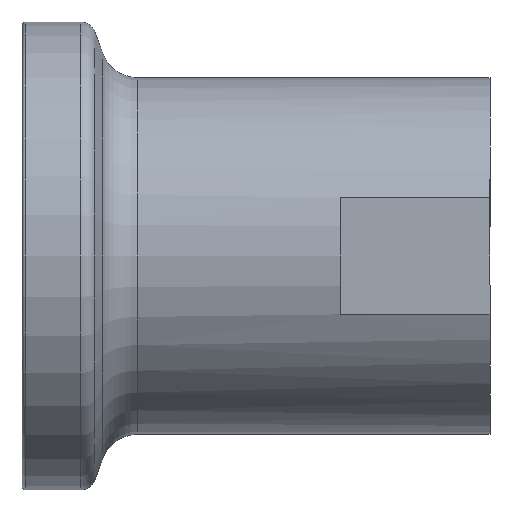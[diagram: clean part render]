
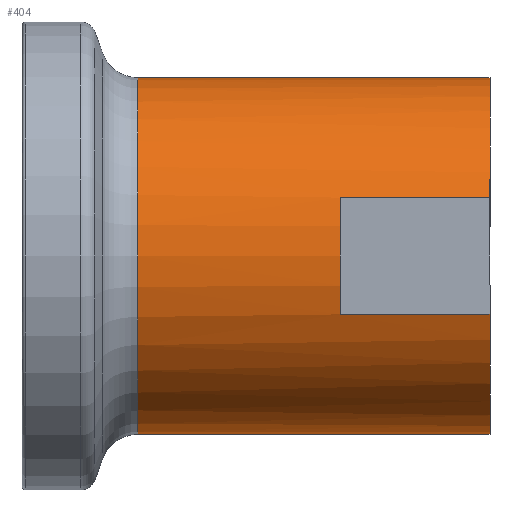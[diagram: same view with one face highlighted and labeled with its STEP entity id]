
A CAD part, front view. The second image highlights one B-rep face of the part: STEP entity #404.
In plain terms, the highlighted cylindrical face has radius 9.525 mm (diameter 19.05 mm), a partial arc.
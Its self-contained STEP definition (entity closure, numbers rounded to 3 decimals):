
#16 = CARTESIAN_POINT ( 'NONE',  ( 0., -9., -3.119 ) ) ;
#27 = VERTEX_POINT ( 'NONE', #144 ) ;
#87 = DIRECTION ( 'NONE',  ( 0., 0., 1. ) ) ;
#121 = EDGE_CURVE ( 'NONE', #538, #162, #1141, .T. ) ;
#126 = EDGE_CURVE ( 'NONE', #162, #130, #285, .T. ) ;
#130 = VERTEX_POINT ( 'NONE', #502 ) ;
#144 = CARTESIAN_POINT ( 'NONE',  ( 25., 0., -9.525 ) ) ;
#152 = DIRECTION ( 'NONE',  ( -1., 0., 0. ) ) ;
#162 = VERTEX_POINT ( 'NONE', #235 ) ;
#177 = VERTEX_POINT ( 'NONE', #900 ) ;
#212 = DIRECTION ( 'NONE',  ( 0., 0., 1. ) ) ;
#233 = CARTESIAN_POINT ( 'NONE',  ( 0., 0., -9.525 ) ) ;
#235 = CARTESIAN_POINT ( 'NONE',  ( 25., -9., 3.119 ) ) ;
#237 = ORIENTED_EDGE ( 'NONE', *, *, #870, .F. ) ;
#241 = CARTESIAN_POINT ( 'NONE',  ( 0., -9., 3.119 ) ) ;
#244 = CARTESIAN_POINT ( 'NONE',  ( 25., -9., -3.119 ) ) ;
#266 = CIRCLE ( 'NONE', #961, 9.525 ) ;
#285 = CIRCLE ( 'NONE', #441, 9.525 ) ;
#293 = EDGE_CURVE ( 'NONE', #130, #1052, #401, .T. ) ;
#333 = EDGE_CURVE ( 'NONE', #855, #953, #654, .T. ) ;
#349 = DIRECTION ( 'NONE',  ( 1., 0., 0. ) ) ;
#373 = ORIENTED_EDGE ( 'NONE', *, *, #126, .T. ) ;
#386 = CYLINDRICAL_SURFACE ( 'NONE', #1017, 9.525 ) ;
#390 = DIRECTION ( 'NONE',  ( -1., 0., 0. ) ) ;
#395 = DIRECTION ( 'NONE',  ( -1., 0., 0. ) ) ;
#400 = ORIENTED_EDGE ( 'NONE', *, *, #408, .F. ) ;
#401 = LINE ( 'NONE', #579, #726 ) ;
#404 = ADVANCED_FACE ( 'NONE', ( #829 ), #386, .T. ) ;
#406 = CARTESIAN_POINT ( 'NONE',  ( 17., -9., -3.119 ) ) ;
#408 = EDGE_CURVE ( 'NONE', #177, #1052, #828, .T. ) ;
#418 = CIRCLE ( 'NONE', #1037, 9.525 ) ;
#429 = CARTESIAN_POINT ( 'NONE',  ( 17., -9., 3.119 ) ) ;
#441 = AXIS2_PLACEMENT_3D ( 'NONE', #929, #498, #600 ) ;
#467 = DIRECTION ( 'NONE',  ( 0., 0., 1. ) ) ;
#495 = DIRECTION ( 'NONE',  ( 0., 0., 1. ) ) ;
#498 = DIRECTION ( 'NONE',  ( -1., 0., 0. ) ) ;
#502 = CARTESIAN_POINT ( 'NONE',  ( 25., 0., 9.525 ) ) ;
#511 = CARTESIAN_POINT ( 'NONE',  ( 6.183, 0., 9.525 ) ) ;
#538 = VERTEX_POINT ( 'NONE', #429 ) ;
#579 = CARTESIAN_POINT ( 'NONE',  ( 0., 0., 9.525 ) ) ;
#588 = VECTOR ( 'NONE', #754, 1000. ) ;
#600 = DIRECTION ( 'NONE',  ( 0., 0., 1. ) ) ;
#614 = ORIENTED_EDGE ( 'NONE', *, *, #121, .T. ) ;
#642 = CARTESIAN_POINT ( 'NONE',  ( 17., 0., 0. ) ) ;
#654 = LINE ( 'NONE', #16, #588 ) ;
#681 = CARTESIAN_POINT ( 'NONE',  ( 25., 0., 0. ) ) ;
#698 = LINE ( 'NONE', #233, #710 ) ;
#707 = EDGE_CURVE ( 'NONE', #953, #538, #418, .T. ) ;
#710 = VECTOR ( 'NONE', #152, 1000. ) ;
#726 = VECTOR ( 'NONE', #390, 1000. ) ;
#747 = DIRECTION ( 'NONE',  ( -1., 0., 0. ) ) ;
#754 = DIRECTION ( 'NONE',  ( -1., 0., 0. ) ) ;
#755 = AXIS2_PLACEMENT_3D ( 'NONE', #912, #395, #467 ) ;
#776 = VECTOR ( 'NONE', #349, 1000. ) ;
#828 = CIRCLE ( 'NONE', #755, 9.525 ) ;
#829 = FACE_OUTER_BOUND ( 'NONE', #1105, .T. ) ;
#855 = VERTEX_POINT ( 'NONE', #244 ) ;
#870 = EDGE_CURVE ( 'NONE', #27, #177, #698, .T. ) ;
#900 = CARTESIAN_POINT ( 'NONE',  ( 6.183, 0., -9.525 ) ) ;
#912 = CARTESIAN_POINT ( 'NONE',  ( 6.183, 0., 0. ) ) ;
#923 = ORIENTED_EDGE ( 'NONE', *, *, #293, .T. ) ;
#929 = CARTESIAN_POINT ( 'NONE',  ( 25., 0., 0. ) ) ;
#948 = EDGE_CURVE ( 'NONE', #27, #855, #266, .T. ) ;
#953 = VERTEX_POINT ( 'NONE', #406 ) ;
#961 = AXIS2_PLACEMENT_3D ( 'NONE', #681, #1101, #495 ) ;
#975 = DIRECTION ( 'NONE',  ( -1., 0., 0. ) ) ;
#997 = CARTESIAN_POINT ( 'NONE',  ( 0., 0., 0. ) ) ;
#1017 = AXIS2_PLACEMENT_3D ( 'NONE', #997, #747, #212 ) ;
#1026 = ORIENTED_EDGE ( 'NONE', *, *, #333, .T. ) ;
#1037 = AXIS2_PLACEMENT_3D ( 'NONE', #642, #975, #87 ) ;
#1052 = VERTEX_POINT ( 'NONE', #511 ) ;
#1101 = DIRECTION ( 'NONE',  ( -1., 0., 0. ) ) ;
#1105 = EDGE_LOOP ( 'NONE', ( #237, #1149, #1026, #1144, #614, #373, #923, #400 ) ) ;
#1141 = LINE ( 'NONE', #241, #776 ) ;
#1144 = ORIENTED_EDGE ( 'NONE', *, *, #707, .T. ) ;
#1149 = ORIENTED_EDGE ( 'NONE', *, *, #948, .T. ) ;
